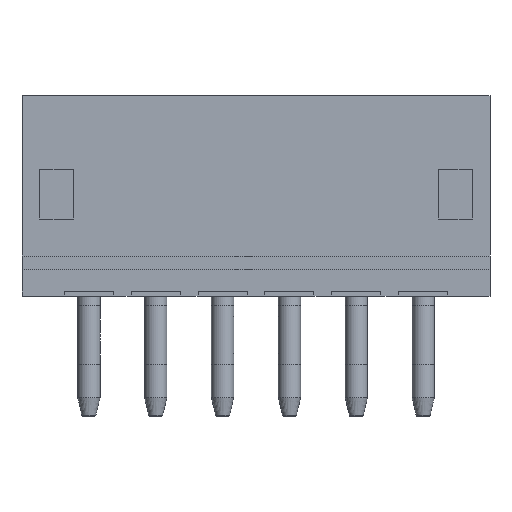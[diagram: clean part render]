
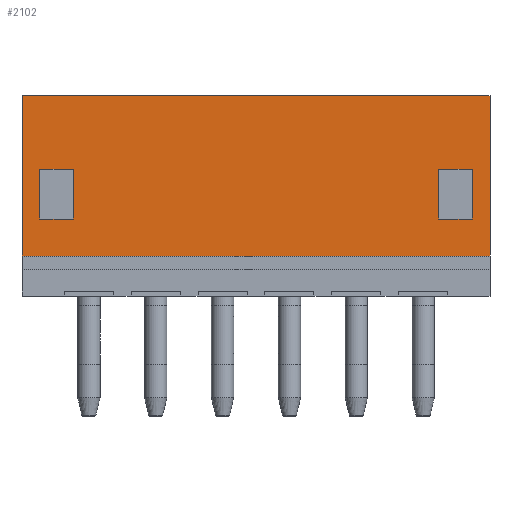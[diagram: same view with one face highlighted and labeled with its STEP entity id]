
A CAD part, front view. The second image highlights one B-rep face of the part: STEP entity #2102.
In plain terms, the highlighted planar face has unit normal (0, -1, 0).
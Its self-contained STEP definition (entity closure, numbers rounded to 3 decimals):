
#196=LINE('',#3199,#452);
#197=LINE('',#3202,#453);
#198=LINE('',#3204,#454);
#199=LINE('',#3206,#455);
#200=LINE('',#3207,#456);
#201=LINE('',#3210,#457);
#202=LINE('',#3212,#458);
#203=LINE('',#3214,#459);
#204=LINE('',#3215,#460);
#205=LINE('',#3218,#461);
#206=LINE('',#3220,#462);
#207=LINE('',#3222,#463);
#452=VECTOR('',#2545,1000.);
#453=VECTOR('',#2546,1000.);
#454=VECTOR('',#2547,1000.);
#455=VECTOR('',#2548,1000.);
#456=VECTOR('',#2549,1000.);
#457=VECTOR('',#2550,1000.);
#458=VECTOR('',#2551,1000.);
#459=VECTOR('',#2552,1000.);
#460=VECTOR('',#2553,1000.);
#461=VECTOR('',#2554,1000.);
#462=VECTOR('',#2555,1000.);
#463=VECTOR('',#2556,1000.);
#734=ORIENTED_EDGE('',*,*,#1292,.T.);
#735=ORIENTED_EDGE('',*,*,#1293,.T.);
#736=ORIENTED_EDGE('',*,*,#1294,.T.);
#737=ORIENTED_EDGE('',*,*,#1295,.T.);
#738=ORIENTED_EDGE('',*,*,#1296,.T.);
#739=ORIENTED_EDGE('',*,*,#1297,.T.);
#740=ORIENTED_EDGE('',*,*,#1298,.T.);
#741=ORIENTED_EDGE('',*,*,#1299,.T.);
#742=ORIENTED_EDGE('',*,*,#1300,.F.);
#743=ORIENTED_EDGE('',*,*,#1301,.T.);
#744=ORIENTED_EDGE('',*,*,#1302,.T.);
#745=ORIENTED_EDGE('',*,*,#1303,.T.);
#1292=EDGE_CURVE('',#1564,#1565,#196,.T.);
#1293=EDGE_CURVE('',#1565,#1566,#197,.T.);
#1294=EDGE_CURVE('',#1566,#1567,#198,.T.);
#1295=EDGE_CURVE('',#1567,#1564,#199,.T.);
#1296=EDGE_CURVE('',#1568,#1569,#200,.T.);
#1297=EDGE_CURVE('',#1569,#1570,#201,.T.);
#1298=EDGE_CURVE('',#1570,#1571,#202,.T.);
#1299=EDGE_CURVE('',#1571,#1568,#203,.T.);
#1300=EDGE_CURVE('',#1572,#1573,#204,.T.);
#1301=EDGE_CURVE('',#1572,#1574,#205,.T.);
#1302=EDGE_CURVE('',#1574,#1575,#206,.T.);
#1303=EDGE_CURVE('',#1575,#1573,#207,.T.);
#1564=VERTEX_POINT('',#3200);
#1565=VERTEX_POINT('',#3201);
#1566=VERTEX_POINT('',#3203);
#1567=VERTEX_POINT('',#3205);
#1568=VERTEX_POINT('',#3208);
#1569=VERTEX_POINT('',#3209);
#1570=VERTEX_POINT('',#3211);
#1571=VERTEX_POINT('',#3213);
#1572=VERTEX_POINT('',#3216);
#1573=VERTEX_POINT('',#3217);
#1574=VERTEX_POINT('',#3219);
#1575=VERTEX_POINT('',#3221);
#1712=EDGE_LOOP('',(#734,#735,#736,#737));
#1713=EDGE_LOOP('',(#738,#739,#740,#741));
#1714=EDGE_LOOP('',(#742,#743,#744,#745));
#1866=FACE_BOUND('',#1712,.T.);
#1867=FACE_BOUND('',#1713,.T.);
#1868=FACE_BOUND('',#1714,.T.);
#2008=PLANE('',#2268);
#2102=ADVANCED_FACE('',(#1866,#1867,#1868),#2008,.T.);
#2268=AXIS2_PLACEMENT_3D('',#3198,#2543,#2544);
#2543=DIRECTION('',(0.,-1.,0.));
#2544=DIRECTION('',(0.,0.,-1.));
#2545=DIRECTION('',(0.,0.,1.));
#2546=DIRECTION('',(1.,0.,0.));
#2547=DIRECTION('',(0.,0.,-1.));
#2548=DIRECTION('',(-1.,0.,0.));
#2549=DIRECTION('',(-1.,0.,0.));
#2550=DIRECTION('',(0.,0.,1.));
#2551=DIRECTION('',(1.,0.,0.));
#2552=DIRECTION('',(0.,0.,-1.));
#2553=DIRECTION('',(0.,0.,1.));
#2554=DIRECTION('',(1.,0.,0.));
#2555=DIRECTION('',(0.,0.,1.));
#2556=DIRECTION('',(-1.,0.,0.));
#3198=CARTESIAN_POINT('',(5.25,-1.75,-2.25));
#3199=CARTESIAN_POINT('',(-4.85,-1.75,-0.52));
#3200=CARTESIAN_POINT('',(-4.85,-1.75,-0.52));
#3201=CARTESIAN_POINT('',(-4.85,-1.75,0.6));
#3202=CARTESIAN_POINT('',(-4.85,-1.75,0.6));
#3203=CARTESIAN_POINT('',(-4.1,-1.75,0.6));
#3204=CARTESIAN_POINT('',(-4.1,-1.75,0.6));
#3205=CARTESIAN_POINT('',(-4.1,-1.75,-0.52));
#3206=CARTESIAN_POINT('',(-4.1,-1.75,-0.52));
#3207=CARTESIAN_POINT('',(4.85,-1.75,-0.52));
#3208=CARTESIAN_POINT('',(4.85,-1.75,-0.52));
#3209=CARTESIAN_POINT('',(4.1,-1.75,-0.52));
#3210=CARTESIAN_POINT('',(4.1,-1.75,-0.52));
#3211=CARTESIAN_POINT('',(4.1,-1.75,0.6));
#3212=CARTESIAN_POINT('',(4.1,-1.75,0.6));
#3213=CARTESIAN_POINT('',(4.85,-1.75,0.6));
#3214=CARTESIAN_POINT('',(4.85,-1.75,0.6));
#3215=CARTESIAN_POINT('',(-5.25,-1.75,-2.25));
#3216=CARTESIAN_POINT('',(-5.25,-1.75,-1.35));
#3217=CARTESIAN_POINT('',(-5.25,-1.75,2.25));
#3218=CARTESIAN_POINT('',(-6.698,-1.75,-1.35));
#3219=CARTESIAN_POINT('',(5.25,-1.75,-1.35));
#3220=CARTESIAN_POINT('',(5.25,-1.75,-2.25));
#3221=CARTESIAN_POINT('',(5.25,-1.75,2.25));
#3222=CARTESIAN_POINT('',(5.25,-1.75,2.25));
